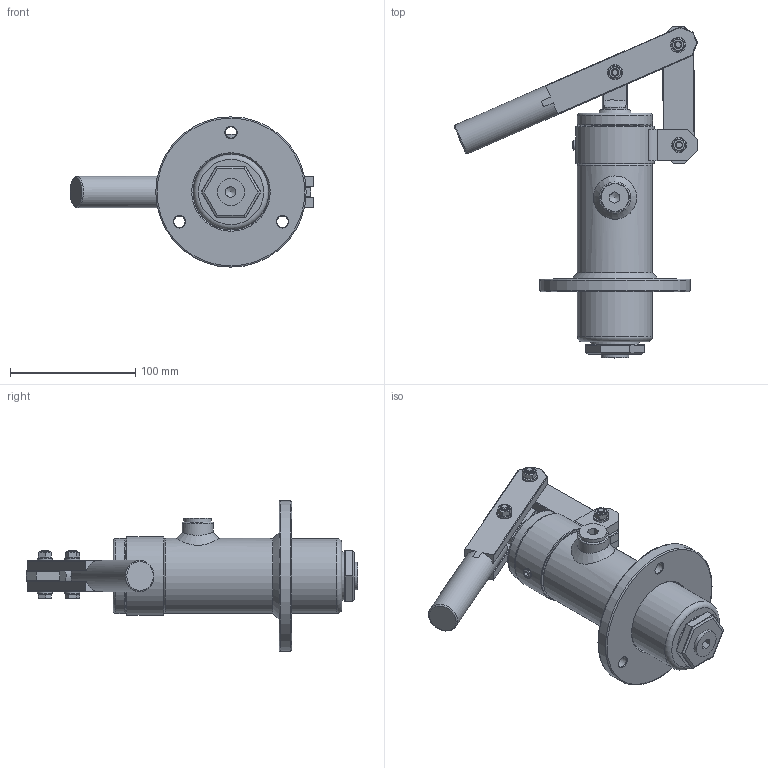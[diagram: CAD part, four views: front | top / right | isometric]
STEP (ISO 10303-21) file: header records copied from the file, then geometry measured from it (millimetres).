
FILE_DESCRIPTION(/* description */ (''),/* implementation_level */ '2;1');
FILE_NAME(/* name */ '607-64.stp',/* time_stamp */ '2018-02-19T14:04:15+01:00',/* author */ ('rds'),/* organization */ (''),/* preprocessor_version */ 'ST-DEVELOPER v16.5',/* originating_system */ 'Autodesk Inventor 2017',/* authorisation */ '');
FILE_SCHEMA (('AUTOMOTIVE_DESIGN { 1 0 10303 214 3 1 1 }'));
Length unit declared in the file: millimetre
Products named in the file (1): 607-64
Bounding box: 194.63 x 265.04 x 120 mm (x, y, z)
Volume: 765178.3 mm3; surface area: 129200.9 mm2
Topology: 6 solids, 18 shells, 427 faces, 927 edges, 567 vertices
Faces by surface type: plane 239, cylinder 86, cone 74, torus 24, bspline 4
Full cylindrical faces by diameter (mm): 6 x9, 6.4 x6, 6.647 x1, 7 x3, 8 x1, 8.9 x3, 9 x3, 10 x3, 10.2 x9, 12 x6, 15.25 x4, 20 x2, 22 x2, 25 x3, 26 x1, 28 x1, 30 x1, 30.02 x1, 39 x1, 50.95 x1, 51.15 x1, 60 x3, 60.75 x1, 63 x1, 120 x1
Entity records: 11668 total; most frequent: CARTESIAN_POINT 2790, DIRECTION 1735, ORIENTED_EDGE 1474, EDGE_CURVE 736, AXIS2_PLACEMENT_3D 681, EDGE_LOOP 651, VERTEX_POINT 525, STYLED_ITEM 432
